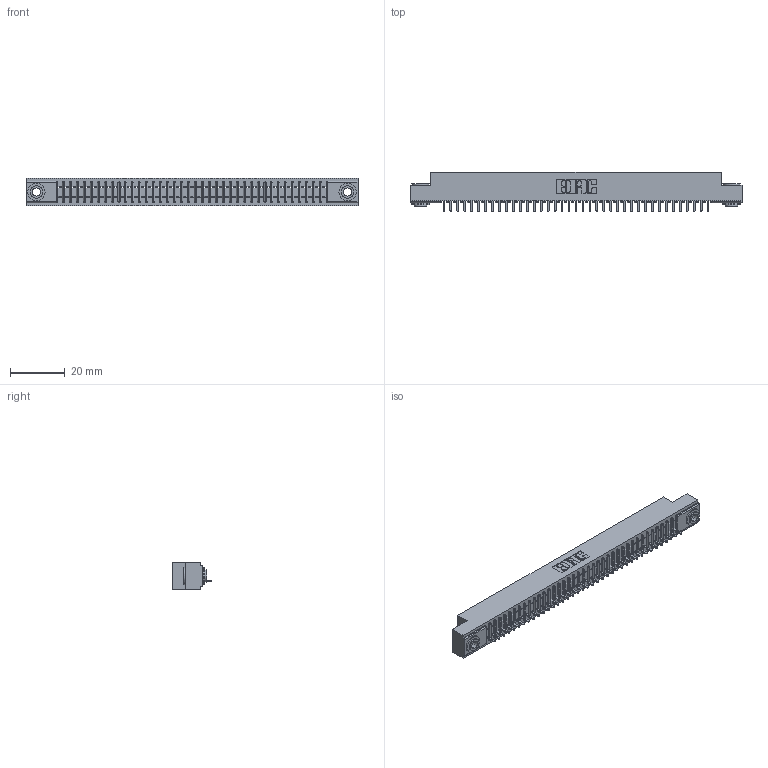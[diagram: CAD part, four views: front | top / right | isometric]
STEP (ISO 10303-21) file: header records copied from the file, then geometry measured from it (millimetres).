
FILE_DESCRIPTION (( 'STEP AP203' ), '1' );
FILE_NAME ('391-039-520-103.STEP', '2018-08-09T00:28:32', ( '' ), ( '' ), 'SwSTEP 2.0', 'SolidWorks 2016', '' );
FILE_SCHEMA (( 'CONFIG_CONTROL_DESIGN' ));
Length unit declared in the file: inch
Products named in the file (4): 341 Part_.156 (3.96) Dia Mounting Holes; 341-292-001_341-292-120; 345-250-002_345-250-002-102; 391-039-520-103
Assembly tree (42 placements, depth 2):
  391-039-520-103
    341 Part_.156 (3.96) Dia Mounting Holes
    341-292-001_341-292-120  x39
    345-250-002_345-250-002-102  x2
Bounding box: 121.28 x 14.27 x 10.16 mm (x, y, z)
Volume: 8677.4 mm3; surface area: 13574.4 mm2
Topology: 42 solids, 42 shells, 3366 faces, 9671 edges, 6206 vertices
Faces by surface type: plane 2081, cylinder 1121, sphere 80, torus 76, cone 8
Entity records: 47415 total; most frequent: CARTESIAN_POINT 8031, ORIENTED_EDGE 8010, DIRECTION 7771, EDGE_CURVE 4005, VECTOR 3223, LINE 3223, VERTEX_POINT 2534, AXIS2_PLACEMENT_3D 2274
